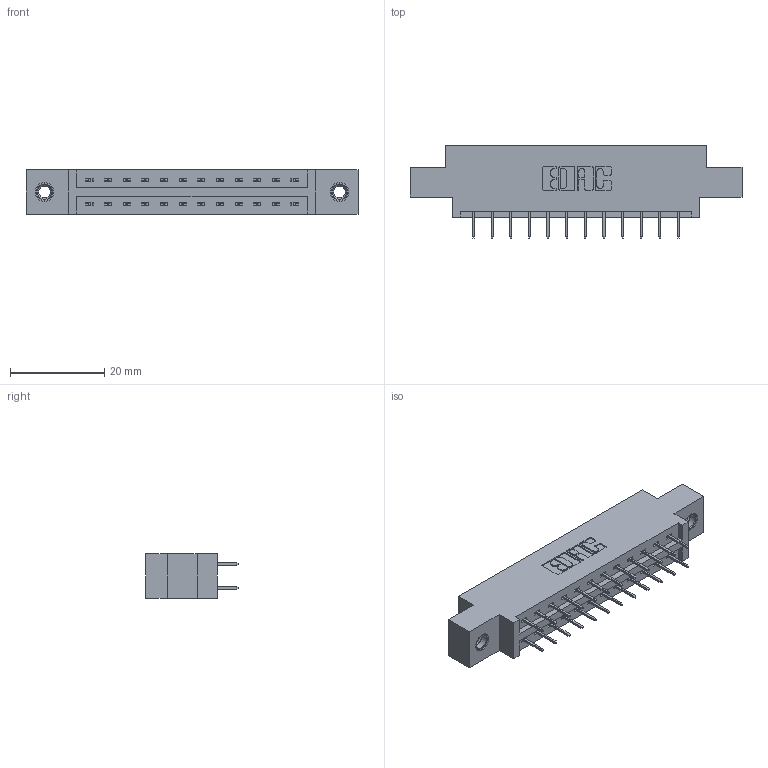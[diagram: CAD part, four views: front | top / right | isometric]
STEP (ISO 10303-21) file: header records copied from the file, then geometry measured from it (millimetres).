
FILE_DESCRIPTION (( 'STEP AP203' ), '1' );
FILE_NAME ('387-024-524-807.STEP', '2019-10-16T18:07:20', ( '' ), ( '' ), 'SwSTEP 2.0', 'SolidWorks 2016', '' );
FILE_SCHEMA (( 'CONFIG_CONTROL_DESIGN' ));
Length unit declared in the file: inch
Products named in the file (4): 387-024-524-807; 345-250-001_345-250-005-103; 337 Part_0.170 Offset - 0.156 Dia-TI; 345-292-001_345-293-124
Assembly tree (27 placements, depth 2):
  387-024-524-807
    337 Part_0.170 Offset - 0.156 Dia-TI
    345-292-001_345-293-124  x24
    345-250-001_345-250-005-103  x2
Bounding box: 70.56 x 19.69 x 9.4 mm (x, y, z)
Volume: 6869.6 mm3; surface area: 7506 mm2
Topology: 27 solids, 27 shells, 1570 faces, 4419 edges, 2842 vertices
Faces by surface type: plane 1162, cylinder 392, cone 12, torus 4
Entity records: 14576 total; most frequent: CARTESIAN_POINT 2461, ORIENTED_EDGE 2390, DIRECTION 2181, EDGE_CURVE 1195, LINE 1051, VECTOR 1051, VERTEX_POINT 788, AXIS2_PLACEMENT_3D 565
